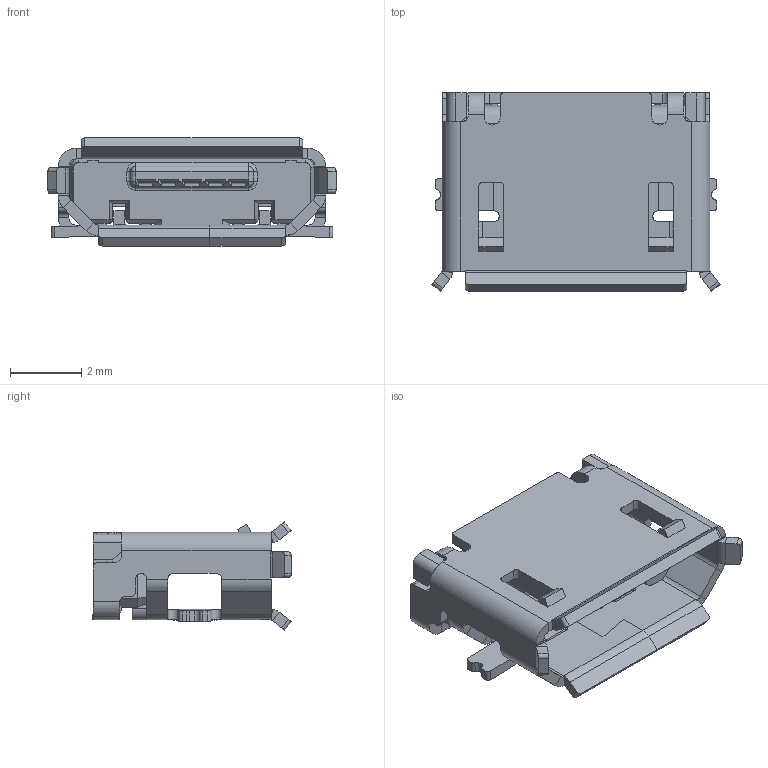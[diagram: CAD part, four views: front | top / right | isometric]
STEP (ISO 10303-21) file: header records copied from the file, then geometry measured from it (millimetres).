
FILE_DESCRIPTION (( 'STEP AP214' ), '1' );
FILE_NAME ('10104110-0001LF.STEP', '2021-03-20T05:12:15', ( 'Admin' ), ( '' ), 'SwSTEP 2.0', 'SolidWorks 2018', '' );
FILE_SCHEMA (( 'AUTOMOTIVE_DESIGN' ));
Length unit declared in the file: millimetre
Products named in the file (1): 10104110-0001LF
Bounding box: 8.08 x 5.56 x 3.03 mm (x, y, z)
Volume: 43 mm3; surface area: 278.3 mm2
Topology: 6 solids, 11 shells, 943 faces, 2461 edges, 1528 vertices
Faces by surface type: bspline 943
Entity records: 39634 total; most frequent: CARTESIAN_POINT 9317, ORIENTED_EDGE 4914, DIRECTION 2864, EDGE_CURVE 2457, LINE 1854, VECTOR 1854, VERTEX_POINT 1528, EDGE_LOOP 965
